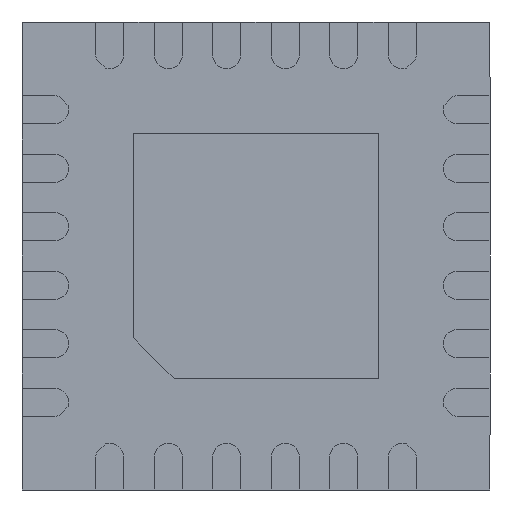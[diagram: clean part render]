
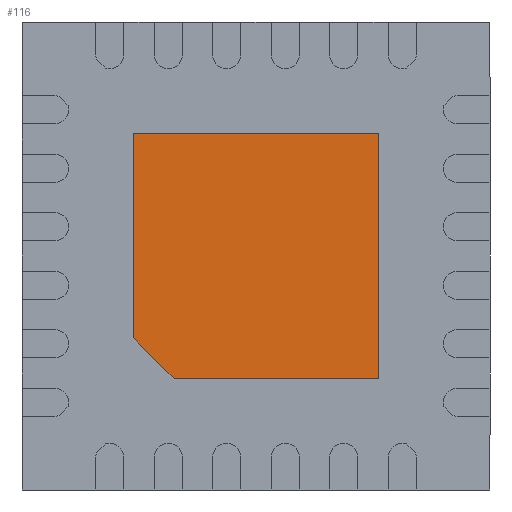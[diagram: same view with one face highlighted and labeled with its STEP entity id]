
A CAD part, front view. The second image highlights one B-rep face of the part: STEP entity #116.
In plain terms, the highlighted planar face has unit normal (0, -1, 0).
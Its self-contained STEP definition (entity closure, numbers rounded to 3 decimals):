
#41 = AXIS2_PLACEMENT_3D ( 'NONE', #6759, #8323, #2405 ) ;
#116 = ADVANCED_FACE ( 'NONE', ( #366 ), #265, .T. ) ;
#251 = EDGE_CURVE ( 'NONE', #4564, #5248, #7542, .T. ) ;
#265 = PLANE ( 'NONE',  #41 ) ;
#366 = FACE_OUTER_BOUND ( 'NONE', #6535, .T. ) ;
#478 = ORIENTED_EDGE ( 'NONE', *, *, #3592, .T. ) ;
#556 = CARTESIAN_POINT ( 'NONE',  ( 1.05, 0., 1.05 ) ) ;
#605 = VECTOR ( 'NONE', #6394, 1000. ) ;
#1267 = LINE ( 'NONE', #556, #6843 ) ;
#1461 = DIRECTION ( 'NONE',  ( 0., 0., 1. ) ) ;
#1564 = VERTEX_POINT ( 'NONE', #7635 ) ;
#2037 = CARTESIAN_POINT ( 'NONE',  ( 1.05, 0., -1.05 ) ) ;
#2389 = EDGE_CURVE ( 'NONE', #3131, #1564, #1267, .T. ) ;
#2405 = DIRECTION ( 'NONE',  ( 0., 0., -1. ) ) ;
#2809 = VECTOR ( 'NONE', #3305, 1000. ) ;
#3131 = VERTEX_POINT ( 'NONE', #9131 ) ;
#3229 = LINE ( 'NONE', #5775, #7093 ) ;
#3305 = DIRECTION ( 'NONE',  ( 0., 0., -1. ) ) ;
#3372 = CARTESIAN_POINT ( 'NONE',  ( -0.7, 0., -1.05 ) ) ;
#3380 = LINE ( 'NONE', #9184, #2809 ) ;
#3592 = EDGE_CURVE ( 'NONE', #5248, #8901, #6424, .T. ) ;
#4073 = DIRECTION ( 'NONE',  ( -1., 0., 0. ) ) ;
#4408 = ORIENTED_EDGE ( 'NONE', *, *, #251, .T. ) ;
#4564 = VERTEX_POINT ( 'NONE', #7042 ) ;
#4851 = DIRECTION ( 'NONE',  ( 0.707, 0., -0.707 ) ) ;
#5154 = CARTESIAN_POINT ( 'NONE',  ( 1.05, 0., -1.05 ) ) ;
#5248 = VERTEX_POINT ( 'NONE', #8153 ) ;
#5775 = CARTESIAN_POINT ( 'NONE',  ( 1.05, 0., -1.05 ) ) ;
#6394 = DIRECTION ( 'NONE',  ( 1., 0., 0. ) ) ;
#6424 = LINE ( 'NONE', #2037, #605 ) ;
#6535 = EDGE_LOOP ( 'NONE', ( #6638, #4408, #478, #8592, #6561 ) ) ;
#6561 = ORIENTED_EDGE ( 'NONE', *, *, #2389, .T. ) ;
#6638 = ORIENTED_EDGE ( 'NONE', *, *, #6668, .T. ) ;
#6668 = EDGE_CURVE ( 'NONE', #1564, #4564, #3380, .T. ) ;
#6759 = CARTESIAN_POINT ( 'NONE',  ( 0., 0., 0. ) ) ;
#6843 = VECTOR ( 'NONE', #4073, 1000. ) ;
#7042 = CARTESIAN_POINT ( 'NONE',  ( -1.05, 0., -0.7 ) ) ;
#7093 = VECTOR ( 'NONE', #1461, 1000. ) ;
#7330 = VECTOR ( 'NONE', #4851, 1000. ) ;
#7542 = LINE ( 'NONE', #3372, #7330 ) ;
#7635 = CARTESIAN_POINT ( 'NONE',  ( -1.05, 0., 1.05 ) ) ;
#8153 = CARTESIAN_POINT ( 'NONE',  ( -0.7, 0., -1.05 ) ) ;
#8259 = EDGE_CURVE ( 'NONE', #8901, #3131, #3229, .T. ) ;
#8323 = DIRECTION ( 'NONE',  ( 0., -1., 0. ) ) ;
#8592 = ORIENTED_EDGE ( 'NONE', *, *, #8259, .T. ) ;
#8901 = VERTEX_POINT ( 'NONE', #5154 ) ;
#9131 = CARTESIAN_POINT ( 'NONE',  ( 1.05, 0., 1.05 ) ) ;
#9184 = CARTESIAN_POINT ( 'NONE',  ( -1.05, 0., -0.7 ) ) ;
